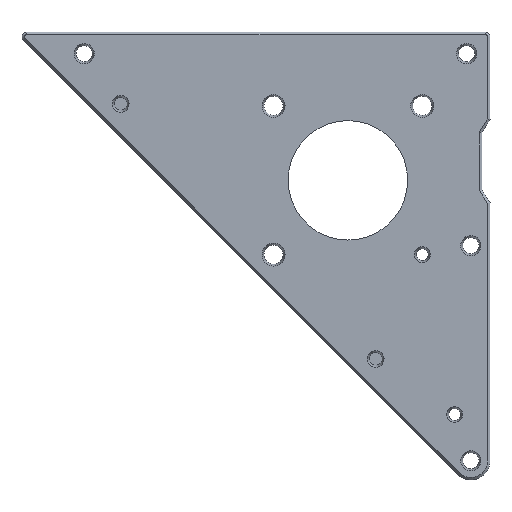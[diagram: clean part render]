
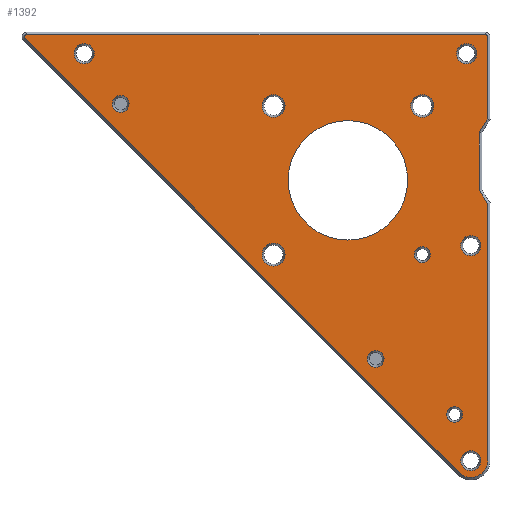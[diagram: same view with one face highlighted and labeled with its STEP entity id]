
A CAD part, front view. The second image highlights one B-rep face of the part: STEP entity #1392.
In plain terms, the highlighted planar face has unit normal (0, -1, 0).
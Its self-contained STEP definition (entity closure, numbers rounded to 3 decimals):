
#72=FACE_BOUND('',#180,.T.);
#73=FACE_BOUND('',#181,.T.);
#74=FACE_BOUND('',#182,.T.);
#75=FACE_BOUND('',#183,.T.);
#76=FACE_BOUND('',#184,.T.);
#77=FACE_BOUND('',#185,.T.);
#78=FACE_BOUND('',#186,.T.);
#79=FACE_BOUND('',#187,.T.);
#80=FACE_BOUND('',#188,.T.);
#81=FACE_BOUND('',#189,.T.);
#82=FACE_BOUND('',#190,.T.);
#83=FACE_BOUND('',#191,.T.);
#93=FACE_OUTER_BOUND('',#179,.T.);
#179=EDGE_LOOP('',(#943,#944,#945,#946,#947,#948,#949,#950,#951,#952));
#180=EDGE_LOOP('',(#953));
#181=EDGE_LOOP('',(#954));
#182=EDGE_LOOP('',(#955));
#183=EDGE_LOOP('',(#956));
#184=EDGE_LOOP('',(#957));
#185=EDGE_LOOP('',(#958));
#186=EDGE_LOOP('',(#959));
#187=EDGE_LOOP('',(#960));
#188=EDGE_LOOP('',(#961));
#189=EDGE_LOOP('',(#962));
#190=EDGE_LOOP('',(#963));
#191=EDGE_LOOP('',(#964));
#286=CIRCLE('',#1493,0.5);
#287=CIRCLE('',#1494,3.5);
#288=CIRCLE('',#1495,0.5);
#289=CIRCLE('',#1496,12.5);
#290=CIRCLE('',#1497,2.4);
#291=CIRCLE('',#1498,2.1);
#292=CIRCLE('',#1499,1.75);
#293=CIRCLE('',#1500,2.4);
#294=CIRCLE('',#1501,2.1);
#295=CIRCLE('',#1502,2.4);
#296=CIRCLE('',#1503,2.1);
#297=CIRCLE('',#1504,1.65);
#298=CIRCLE('',#1505,1.75);
#299=CIRCLE('',#1506,2.1);
#300=CIRCLE('',#1507,1.65);
#370=LINE('',#2134,#490);
#371=LINE('',#2138,#491);
#372=LINE('',#2142,#492);
#373=LINE('',#2144,#493);
#374=LINE('',#2146,#494);
#375=LINE('',#2148,#495);
#376=LINE('',#2150,#496);
#490=VECTOR('',#1668,95.907);
#491=VECTOR('',#1671,128.391);
#492=VECTOR('',#1674,53.82);
#493=VECTOR('',#1675,3.191);
#494=VECTOR('',#1676,12.289);
#495=VECTOR('',#1677,3.191);
#496=VECTOR('',#1678,17.156);
#610=VERTEX_POINT('',#2132);
#611=VERTEX_POINT('',#2133);
#612=VERTEX_POINT('',#2135);
#613=VERTEX_POINT('',#2137);
#614=VERTEX_POINT('',#2139);
#615=VERTEX_POINT('',#2141);
#616=VERTEX_POINT('',#2143);
#617=VERTEX_POINT('',#2145);
#618=VERTEX_POINT('',#2147);
#619=VERTEX_POINT('',#2149);
#620=VERTEX_POINT('',#2152);
#621=VERTEX_POINT('',#2154);
#622=VERTEX_POINT('',#2156);
#623=VERTEX_POINT('',#2158);
#624=VERTEX_POINT('',#2160);
#625=VERTEX_POINT('',#2162);
#626=VERTEX_POINT('',#2164);
#627=VERTEX_POINT('',#2166);
#628=VERTEX_POINT('',#2168);
#629=VERTEX_POINT('',#2170);
#630=VERTEX_POINT('',#2172);
#631=VERTEX_POINT('',#2174);
#735=EDGE_CURVE('',#610,#611,#370,.T.);
#736=EDGE_CURVE('',#612,#610,#286,.T.);
#737=EDGE_CURVE('',#613,#612,#371,.T.);
#738=EDGE_CURVE('',#614,#613,#287,.T.);
#739=EDGE_CURVE('',#615,#614,#372,.T.);
#740=EDGE_CURVE('',#616,#615,#373,.T.);
#741=EDGE_CURVE('',#617,#616,#374,.T.);
#742=EDGE_CURVE('',#618,#617,#375,.T.);
#743=EDGE_CURVE('',#619,#618,#376,.T.);
#744=EDGE_CURVE('',#611,#619,#288,.T.);
#745=EDGE_CURVE('',#620,#620,#289,.T.);
#746=EDGE_CURVE('',#621,#621,#290,.T.);
#747=EDGE_CURVE('',#622,#622,#291,.T.);
#748=EDGE_CURVE('',#623,#623,#292,.T.);
#749=EDGE_CURVE('',#624,#624,#293,.T.);
#750=EDGE_CURVE('',#625,#625,#294,.T.);
#751=EDGE_CURVE('',#626,#626,#295,.T.);
#752=EDGE_CURVE('',#627,#627,#296,.T.);
#753=EDGE_CURVE('',#628,#628,#297,.T.);
#754=EDGE_CURVE('',#629,#629,#298,.T.);
#755=EDGE_CURVE('',#630,#630,#299,.T.);
#756=EDGE_CURVE('',#631,#631,#300,.T.);
#943=ORIENTED_EDGE('',*,*,#735,.F.);
#944=ORIENTED_EDGE('',*,*,#736,.F.);
#945=ORIENTED_EDGE('',*,*,#737,.F.);
#946=ORIENTED_EDGE('',*,*,#738,.F.);
#947=ORIENTED_EDGE('',*,*,#739,.F.);
#948=ORIENTED_EDGE('',*,*,#740,.F.);
#949=ORIENTED_EDGE('',*,*,#741,.F.);
#950=ORIENTED_EDGE('',*,*,#742,.F.);
#951=ORIENTED_EDGE('',*,*,#743,.F.);
#952=ORIENTED_EDGE('',*,*,#744,.F.);
#953=ORIENTED_EDGE('',*,*,#745,.F.);
#954=ORIENTED_EDGE('',*,*,#746,.F.);
#955=ORIENTED_EDGE('',*,*,#747,.F.);
#956=ORIENTED_EDGE('',*,*,#748,.F.);
#957=ORIENTED_EDGE('',*,*,#749,.F.);
#958=ORIENTED_EDGE('',*,*,#750,.F.);
#959=ORIENTED_EDGE('',*,*,#751,.F.);
#960=ORIENTED_EDGE('',*,*,#752,.F.);
#961=ORIENTED_EDGE('',*,*,#753,.F.);
#962=ORIENTED_EDGE('',*,*,#754,.F.);
#963=ORIENTED_EDGE('',*,*,#755,.F.);
#964=ORIENTED_EDGE('',*,*,#756,.F.);
#1359=PLANE('',#1492);
#1392=ADVANCED_FACE('',(#93,#72,#73,#74,#75,#76,#77,#78,#79,#80,#81,#82,
#83),#1359,.T.);
#1492=AXIS2_PLACEMENT_3D('',#2131,#1666,#1667);
#1493=AXIS2_PLACEMENT_3D('',#2136,#1669,#1670);
#1494=AXIS2_PLACEMENT_3D('',#2140,#1672,#1673);
#1495=AXIS2_PLACEMENT_3D('',#2151,#1679,#1680);
#1496=AXIS2_PLACEMENT_3D('',#2153,#1681,#1682);
#1497=AXIS2_PLACEMENT_3D('',#2155,#1683,#1684);
#1498=AXIS2_PLACEMENT_3D('',#2157,#1685,#1686);
#1499=AXIS2_PLACEMENT_3D('',#2159,#1687,#1688);
#1500=AXIS2_PLACEMENT_3D('',#2161,#1689,#1690);
#1501=AXIS2_PLACEMENT_3D('',#2163,#1691,#1692);
#1502=AXIS2_PLACEMENT_3D('',#2165,#1693,#1694);
#1503=AXIS2_PLACEMENT_3D('',#2167,#1695,#1696);
#1504=AXIS2_PLACEMENT_3D('',#2169,#1697,#1698);
#1505=AXIS2_PLACEMENT_3D('',#2171,#1699,#1700);
#1506=AXIS2_PLACEMENT_3D('',#2173,#1701,#1702);
#1507=AXIS2_PLACEMENT_3D('',#2175,#1703,#1704);
#1666=DIRECTION('center_axis',(0.,-1.,0.));
#1667=DIRECTION('ref_axis',(0.,0.,-1.));
#1668=DIRECTION('',(1.,0.,0.));
#1669=DIRECTION('center_axis',(0.,1.,0.));
#1670=DIRECTION('ref_axis',(-0.707,0.,-0.707));
#1671=DIRECTION('',(-0.707,0.,0.707));
#1672=DIRECTION('center_axis',(0.,1.,0.));
#1673=DIRECTION('ref_axis',(1.,0.,0.));
#1674=DIRECTION('',(0.,0.,-1.));
#1675=DIRECTION('',(0.533,0.,-0.846));
#1676=DIRECTION('',(0.,0.,-1.));
#1677=DIRECTION('',(-0.533,0.,-0.846));
#1678=DIRECTION('',(0.,0.,-1.));
#1679=DIRECTION('center_axis',(0.,1.,0.));
#1680=DIRECTION('ref_axis',(0.,0.,1.));
#1681=DIRECTION('center_axis',(0.,-1.,0.));
#1682=DIRECTION('ref_axis',(0.,0.,-1.));
#1683=DIRECTION('center_axis',(0.,-1.,0.));
#1684=DIRECTION('ref_axis',(-1.,0.,0.));
#1685=DIRECTION('center_axis',(0.,-1.,0.));
#1686=DIRECTION('ref_axis',(0.,0.,-1.));
#1687=DIRECTION('center_axis',(0.,-1.,0.));
#1688=DIRECTION('ref_axis',(0.,0.,1.));
#1689=DIRECTION('center_axis',(0.,-1.,0.));
#1690=DIRECTION('ref_axis',(0.,0.,-1.));
#1691=DIRECTION('center_axis',(0.,-1.,0.));
#1692=DIRECTION('ref_axis',(0.,0.,1.));
#1693=DIRECTION('center_axis',(0.,-1.,0.));
#1694=DIRECTION('ref_axis',(1.,0.,0.));
#1695=DIRECTION('center_axis',(0.,-1.,0.));
#1696=DIRECTION('ref_axis',(0.,0.,-1.));
#1697=DIRECTION('center_axis',(0.,-1.,0.));
#1698=DIRECTION('ref_axis',(1.,0.,0.));
#1699=DIRECTION('center_axis',(0.,-1.,0.));
#1700=DIRECTION('ref_axis',(0.,0.,-1.));
#1701=DIRECTION('center_axis',(0.,-1.,0.));
#1702=DIRECTION('ref_axis',(0.,0.,-1.));
#1703=DIRECTION('center_axis',(0.,-1.,0.));
#1704=DIRECTION('ref_axis',(1.,0.,0.));
#2131=CARTESIAN_POINT('Origin',(0.,0.,0.));
#2132=CARTESIAN_POINT('',(-112.007,0.,-27.5));
#2133=CARTESIAN_POINT('',(-16.1,0.,-27.5));
#2134=CARTESIAN_POINT('',(-112.007,0.,-27.5));
#2135=CARTESIAN_POINT('',(-112.361,0.,-28.354));
#2136=CARTESIAN_POINT('Origin',(-112.007,0.,-28.));
#2137=CARTESIAN_POINT('',(-21.575,0.,-119.139));
#2138=CARTESIAN_POINT('',(-21.575,0.,-119.139));
#2139=CARTESIAN_POINT('',(-15.6,0.,-116.665));
#2140=CARTESIAN_POINT('Origin',(-19.1,0.,-116.665));
#2141=CARTESIAN_POINT('',(-15.6,0.,-62.844));
#2142=CARTESIAN_POINT('',(-15.6,0.,-62.844));
#2143=CARTESIAN_POINT('',(-17.3,0.,-60.144));
#2144=CARTESIAN_POINT('',(-17.3,0.,-60.144));
#2145=CARTESIAN_POINT('',(-17.3,0.,-47.856));
#2146=CARTESIAN_POINT('',(-17.3,0.,-47.856));
#2147=CARTESIAN_POINT('',(-15.6,0.,-45.156));
#2148=CARTESIAN_POINT('',(-15.6,0.,-45.156));
#2149=CARTESIAN_POINT('',(-15.6,0.,-28.));
#2150=CARTESIAN_POINT('',(-15.6,0.,-28.));
#2151=CARTESIAN_POINT('Origin',(-16.1,0.,-28.));
#2152=CARTESIAN_POINT('',(-44.825,0.,-45.5));
#2153=CARTESIAN_POINT('Origin',(-44.825,0.,-58.));
#2154=CARTESIAN_POINT('',(-60.381,0.,-71.156));
#2155=CARTESIAN_POINT('Origin',(-60.381,0.,-73.556));
#2156=CARTESIAN_POINT('',(-100.,0.,-29.4));
#2157=CARTESIAN_POINT('Origin',(-100.,0.,-31.5));
#2158=CARTESIAN_POINT('',(-92.35,0.,-40.25));
#2159=CARTESIAN_POINT('Origin',(-92.35,0.,-42.));
#2160=CARTESIAN_POINT('',(-60.381,0.,-40.044));
#2161=CARTESIAN_POINT('Origin',(-60.381,0.,-42.444));
#2162=CARTESIAN_POINT('',(-20.,0.,-29.4));
#2163=CARTESIAN_POINT('Origin',(-20.,0.,-31.5));
#2164=CARTESIAN_POINT('',(-29.269,0.,-40.044));
#2165=CARTESIAN_POINT('Origin',(-29.269,0.,-42.444));
#2166=CARTESIAN_POINT('',(-19.1,0.,-69.565));
#2167=CARTESIAN_POINT('Origin',(-19.1,0.,-71.665));
#2168=CARTESIAN_POINT('',(-22.5,0.,-105.35));
#2169=CARTESIAN_POINT('Origin',(-22.5,0.,-107.));
#2170=CARTESIAN_POINT('',(-39.,0.,-93.6));
#2171=CARTESIAN_POINT('Origin',(-39.,0.,-95.35));
#2172=CARTESIAN_POINT('',(-19.1,0.,-114.565));
#2173=CARTESIAN_POINT('Origin',(-19.1,0.,-116.665));
#2174=CARTESIAN_POINT('',(-29.269,0.,-71.906));
#2175=CARTESIAN_POINT('Origin',(-29.269,0.,-73.556));
